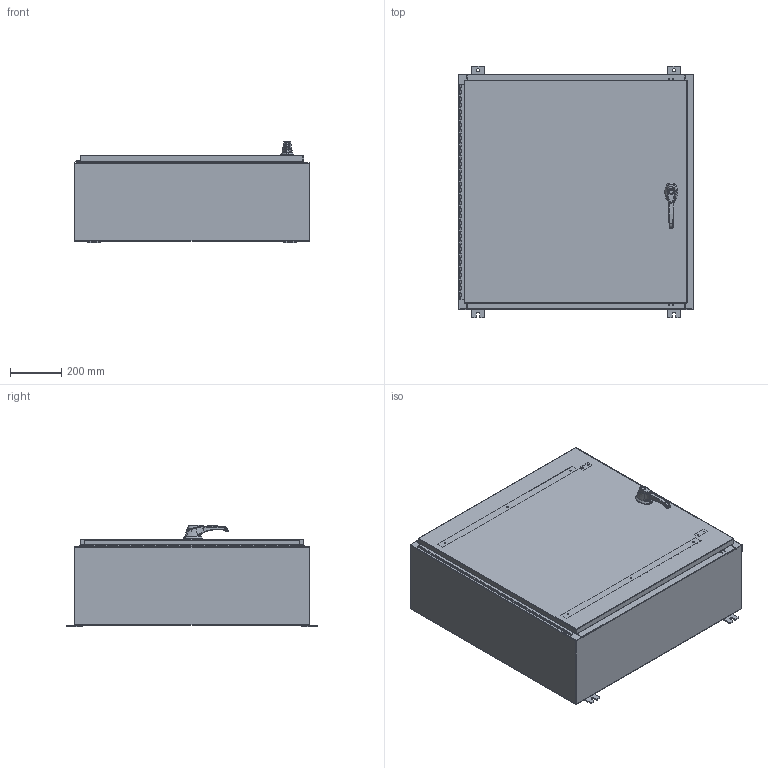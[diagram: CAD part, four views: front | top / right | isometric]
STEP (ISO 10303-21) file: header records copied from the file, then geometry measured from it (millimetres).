
FILE_DESCRIPTION (( 'STEP AP203' ), '1' );
FILE_NAME ('N36H3612SSWP3PT.STEP', '2014-02-03T15:10:52', ( 'changeme' ), ( 'Microsoft' ), 'SwSTEP 2.0', 'SolidWorks 2013', '' );
FILE_SCHEMA (( 'CONFIG_CONTROL_DESIGN' ));
Length unit declared in the file: inch
Products named in the file (29): 00005090; N36H3612SSWP3PT Hinge Cover Side; N36H3612SSWP3PT; N36H3612SSWP3PT 263033_Industrilas; g26103103_26163303; N36H3612SSWP3PT 125 Pin Hinge; N36H3612SSWP3PT Defeater Handle - 3 - 2500-51 ZN; 033060_032151; N36H3612SSWP3PT Mounting Feet; NMP-SS-RODGUIDES; 297025; N36H3612SSWP3PT Enclosure Stiffener; N36H3612SSWP3PT Defeater Handle Rod; 012103_012102; N36H3612SSWP3PT Defeater Handle Stiffener; N36H3612SSWP3PT Cover; 00005309_G26103101; 26161102; N36H3612SSWP3PT Backpanel; N36H3612SSWP3PT Body; 2616310101; 297026; N36H3612SSWP3PT Mounting Studs; N36H3612SSWP3PT Bottom; 00005310_26163101; 21130102; N36H3612SSWP3PT Hinge Enclosure Side2; N36H3612SSWP3PT Top; 022151
Assembly tree (43 placements, depth 4):
  N36H3612SSWP3PT
    N36H3612SSWP3PT Backpanel
    N36H3612SSWP3PT Mounting Studs  x8
    N36H3612SSWP3PT 125 Pin Hinge
      N36H3612SSWP3PT Hinge Enclosure Side2
      N36H3612SSWP3PT Hinge Cover Side
    N36H3612SSWP3PT Mounting Feet  x4
    N36H3612SSWP3PT Enclosure Stiffener  x2
    N36H3612SSWP3PT Defeater Handle Stiffener  x2
    N36H3612SSWP3PT 263033_Industrilas
      26161102
      297026
      21130102
      00005090
      g26103103_26163303
      033060_032151  x2
      297025
      012103_012102
      00005310_26163101
        00005309_G26103101
        2616310101
      022151
    N36H3612SSWP3PT Defeater Handle - 3 - 2500-51 ZN
    NMP-SS-RODGUIDES  x2
    N36H3612SSWP3PT Defeater Handle Rod  x2
    N36H3612SSWP3PT Cover
    N36H3612SSWP3PT Body
    N36H3612SSWP3PT Bottom
    N36H3612SSWP3PT Top
Bounding box: 914.4 x 977.9 x 393.57 mm (x, y, z)
Volume: 8417979.3 mm3; surface area: 8252143.7 mm2
Topology: 39 solids, 41 shells, 2936 faces, 7308 edges, 4484 vertices
Faces by surface type: plane 1129, cylinder 1113, bspline 329, cone 301, torus 64
Entity records: 123906 total; most frequent: CARTESIAN_POINT 60184, ORIENTED_EDGE 13154, DIRECTION 11763, EDGE_CURVE 6578, AXIS2_PLACEMENT_3D 4276, VERTEX_POINT 4050, LINE 3211, VECTOR 3211
